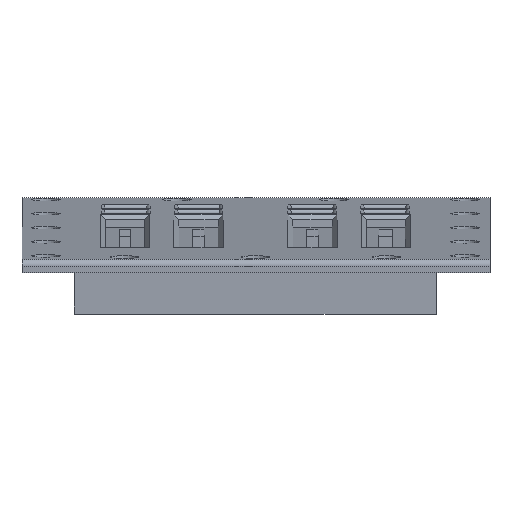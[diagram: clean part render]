
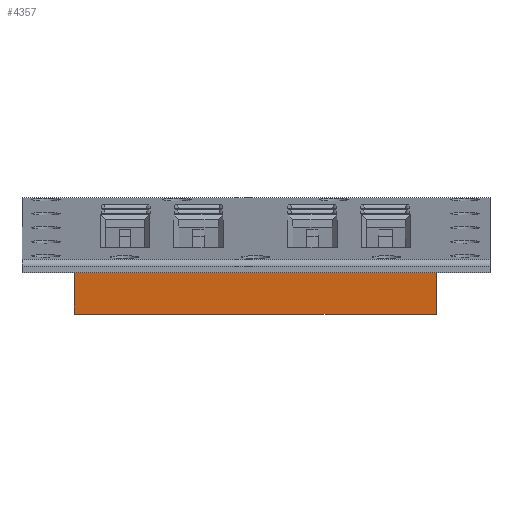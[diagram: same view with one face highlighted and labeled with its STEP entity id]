
A CAD part, front view. The second image highlights one B-rep face of the part: STEP entity #4357.
In plain terms, the highlighted planar face has unit normal (0, -0.995, -0.098).
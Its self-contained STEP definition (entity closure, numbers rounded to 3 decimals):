
#612=FACE_OUTER_BOUND('',#927,.T.);
#927=EDGE_LOOP('',(#3583,#3584,#3585,#3586));
#1342=LINE('',#6768,#1734);
#1352=LINE('',#6793,#1744);
#1360=LINE('',#6811,#1752);
#1361=LINE('',#6812,#1753);
#1734=VECTOR('',#5592,10.);
#1744=VECTOR('',#5612,10.);
#1752=VECTOR('',#5632,10.);
#1753=VECTOR('',#5633,10.);
#2074=VERTEX_POINT('',#6766);
#2075=VERTEX_POINT('',#6767);
#2085=VERTEX_POINT('',#6792);
#2089=VERTEX_POINT('',#6810);
#2595=EDGE_CURVE('',#2074,#2075,#1342,.T.);
#2608=EDGE_CURVE('',#2085,#2074,#1352,.T.);
#2617=EDGE_CURVE('',#2089,#2075,#1360,.T.);
#2618=EDGE_CURVE('',#2085,#2089,#1361,.T.);
#3583=ORIENTED_EDGE('',*,*,#2595,.T.);
#3584=ORIENTED_EDGE('',*,*,#2617,.F.);
#3585=ORIENTED_EDGE('',*,*,#2618,.F.);
#3586=ORIENTED_EDGE('',*,*,#2608,.T.);
#4177=PLANE('',#4698);
#4357=ADVANCED_FACE('',(#612),#4177,.T.);
#4698=AXIS2_PLACEMENT_3D('',#6809,#5630,#5631);
#5592=DIRECTION('',(1.,0.,0.));
#5612=DIRECTION('',(0.,0.097,-0.995));
#5630=DIRECTION('center_axis',(0.,-0.995,-0.097));
#5631=DIRECTION('ref_axis',(-1.,0.,0.));
#5632=DIRECTION('',(0.,0.097,-0.995));
#5633=DIRECTION('',(1.,0.,0.));
#6766=CARTESIAN_POINT('',(-499.,6.372,58.037));
#6767=CARTESIAN_POINT('',(-361.,6.372,58.037));
#6768=CARTESIAN_POINT('',(-395.375,6.372,58.037));
#6792=CARTESIAN_POINT('',(-499.,4.666,75.454));
#6793=CARTESIAN_POINT('',(-499.,4.179,80.43));
#6809=CARTESIAN_POINT('Origin',(-361.,4.179,80.43));
#6810=CARTESIAN_POINT('',(-361.,4.666,75.454));
#6811=CARTESIAN_POINT('',(-361.,4.179,80.43));
#6812=CARTESIAN_POINT('',(-330.5,4.666,75.454));
